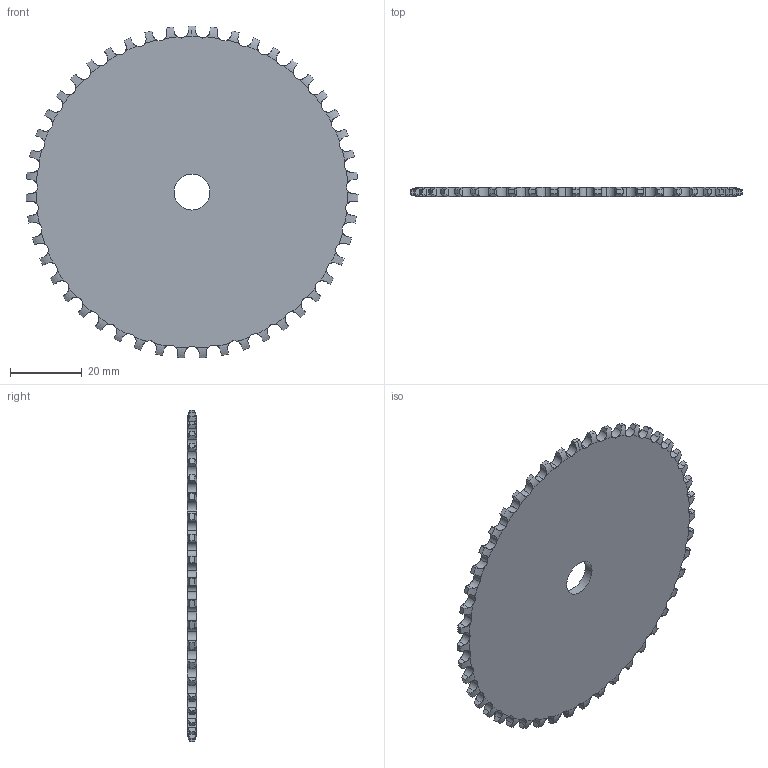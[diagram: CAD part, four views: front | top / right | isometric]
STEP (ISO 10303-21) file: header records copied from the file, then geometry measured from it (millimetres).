
FILE_DESCRIPTION(('FreeCAD Model'),'2;1');
FILE_NAME('Open CASCADE Shape Model','2022-01-09T09:05:23',('FreeCAD'),( 'FreeCAD'),'Open CASCADE STEP processor 7.4','FreeCAD','Unknown');
FILE_SCHEMA(('AUTOMOTIVE_DESIGN { 1 0 10303 214 1 1 1 1 }'));
Products named in the file (1): Open CASCADE STEP translator 7.4 40
Bounding box: 92.29 x 2.6 x 92.25 mm (x, y, z)
Volume: 15714.4 mm3; surface area: 13329.7 mm2
Topology: 1 solids, 1 shells, 428 faces, 1278 edges, 852 vertices
Faces by surface type: cylinder 236, plane 96, revolution 96
Full cylindrical faces by diameter (mm): 10 x1
Entity records: 44318 total; most frequent: CARTESIAN_POINT 20739, DIRECTION 3900, ORIENTED_EDGE 2556, PCURVE 2556, DEFINITIONAL_REPRESENTATION 2556, LINE 2036, VECTOR 2036, EDGE_CURVE 1278
